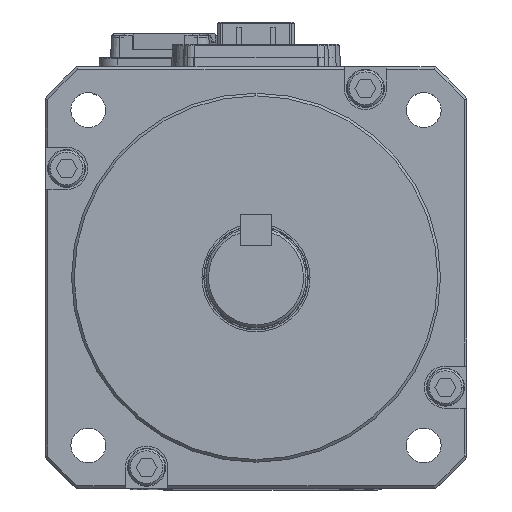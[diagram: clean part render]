
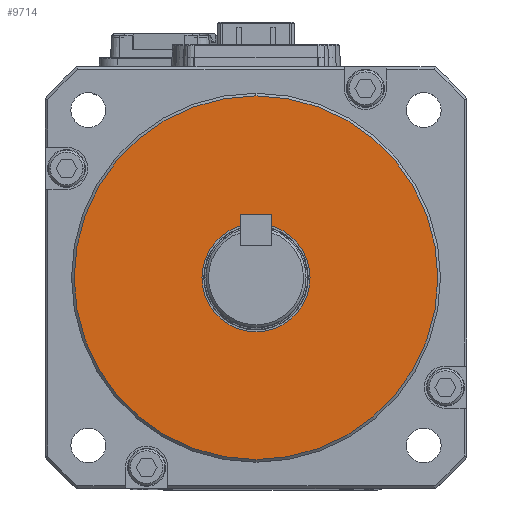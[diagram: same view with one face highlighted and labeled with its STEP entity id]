
A CAD part, top view. The second image highlights one B-rep face of the part: STEP entity #9714.
In plain terms, the highlighted planar face has unit normal (0, 0, 1).
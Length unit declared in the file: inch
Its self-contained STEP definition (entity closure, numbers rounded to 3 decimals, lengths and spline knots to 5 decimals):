
#1177 = ORIENTED_EDGE ( 'NONE', *, *, #7357, .F. ) ;
#3452 = ORIENTED_EDGE ( 'NONE', *, *, #29342, .T. ) ;
#3913 = CARTESIAN_POINT ( 'NONE',  ( 0., 0., 2.69685 ) ) ;
#5644 = CARTESIAN_POINT ( 'NONE',  ( 0., 0., 2.69685 ) ) ;
#5871 = ORIENTED_EDGE ( 'NONE', *, *, #51562, .F. ) ;
#6020 = CARTESIAN_POINT ( 'NONE',  ( 0., 0., 2.69685 ) ) ;
#7357 = EDGE_CURVE ( 'NONE', #50979, #33165, #51992, .T. ) ;
#8750 = DIRECTION ( 'NONE',  ( 0., 0., 1. ) ) ;
#9714 = ADVANCED_FACE ( 'NONE', ( #19274, #52797 ), #61013, .T. ) ;
#9777 = CARTESIAN_POINT ( 'NONE',  ( 0., -1.35827, 2.69685 ) ) ;
#10639 = CARTESIAN_POINT ( 'NONE',  ( 0., 0.40354, 2.69685 ) ) ;
#11447 = DIRECTION ( 'NONE',  ( 0., 1., 0. ) ) ;
#15375 = AXIS2_PLACEMENT_3D ( 'NONE', #5644, #57962, #15470 ) ;
#15470 = DIRECTION ( 'NONE',  ( 0., 1., 0. ) ) ;
#19172 = CARTESIAN_POINT ( 'NONE',  ( 0., 0., 2.69685 ) ) ;
#19274 = FACE_BOUND ( 'NONE', #36298, .T. ) ;
#19428 = CARTESIAN_POINT ( 'NONE',  ( 0., 0., 2.69685 ) ) ;
#23874 = AXIS2_PLACEMENT_3D ( 'NONE', #3913, #8750, #32377 ) ;
#24250 = DIRECTION ( 'NONE',  ( 0., 0., -1. ) ) ;
#25896 = VERTEX_POINT ( 'NONE', #56805 ) ;
#29342 = EDGE_CURVE ( 'NONE', #57779, #25896, #53515, .T. ) ;
#32377 = DIRECTION ( 'NONE',  ( 0., -1., 0. ) ) ;
#32751 = AXIS2_PLACEMENT_3D ( 'NONE', #6020, #39420, #11447 ) ;
#33165 = VERTEX_POINT ( 'NONE', #9777 ) ;
#33396 = DIRECTION ( 'NONE',  ( 0., 0., -1. ) ) ;
#34310 = CIRCLE ( 'NONE', #53151, 1.35827 ) ;
#36298 = EDGE_LOOP ( 'NONE', ( #3452, #45976 ) ) ;
#36587 = EDGE_CURVE ( 'NONE', #25896, #57779, #49341, .T. ) ;
#39420 = DIRECTION ( 'NONE',  ( 0., 0., -1. ) ) ;
#45828 = EDGE_LOOP ( 'NONE', ( #1177, #5871 ) ) ;
#45976 = ORIENTED_EDGE ( 'NONE', *, *, #36587, .T. ) ;
#47531 = DIRECTION ( 'NONE',  ( 0., 1., 0. ) ) ;
#47662 = AXIS2_PLACEMENT_3D ( 'NONE', #19172, #33396, #47531 ) ;
#49341 = CIRCLE ( 'NONE', #15375, 0.40354 ) ;
#50979 = VERTEX_POINT ( 'NONE', #53447 ) ;
#51562 = EDGE_CURVE ( 'NONE', #33165, #50979, #34310, .T. ) ;
#51992 = CIRCLE ( 'NONE', #47662, 1.35827 ) ;
#52797 = FACE_OUTER_BOUND ( 'NONE', #45828, .T. ) ;
#53151 = AXIS2_PLACEMENT_3D ( 'NONE', #19428, #24250, #57509 ) ;
#53447 = CARTESIAN_POINT ( 'NONE',  ( 0., 1.35827, 2.69685 ) ) ;
#53515 = CIRCLE ( 'NONE', #32751, 0.40354 ) ;
#56805 = CARTESIAN_POINT ( 'NONE',  ( 0., -0.40354, 2.69685 ) ) ;
#57509 = DIRECTION ( 'NONE',  ( 0., 1., 0. ) ) ;
#57779 = VERTEX_POINT ( 'NONE', #10639 ) ;
#57962 = DIRECTION ( 'NONE',  ( 0., 0., -1. ) ) ;
#61013 = PLANE ( 'NONE',  #23874 ) ;
